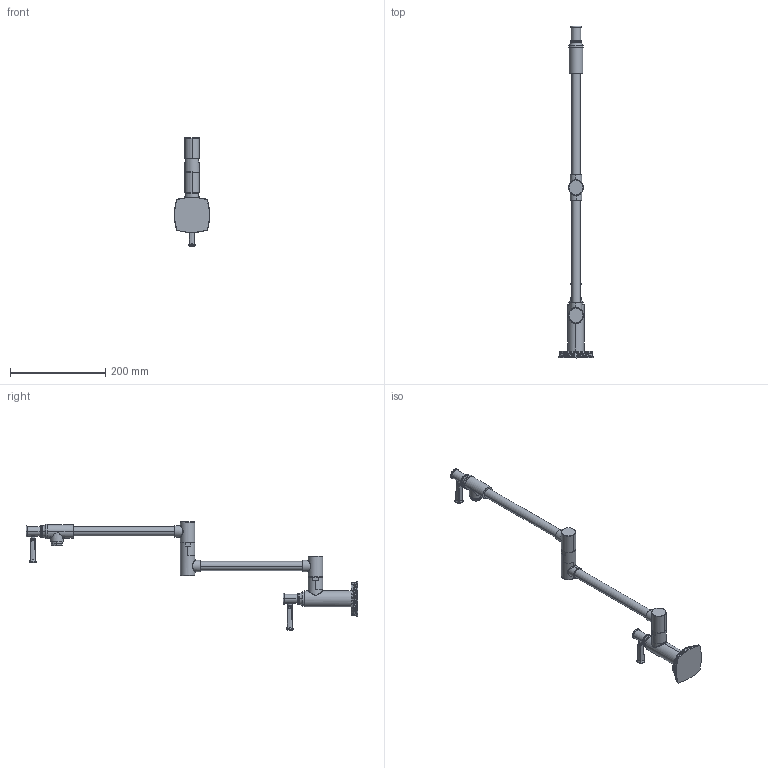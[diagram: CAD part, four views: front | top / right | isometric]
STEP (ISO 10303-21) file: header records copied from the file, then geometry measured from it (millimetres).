
FILE_DESCRIPTION((''),'2;1');
FILE_NAME('3160-5503','2020-12-01T13:21:40',('jinson.thomas'),(''),'CREO PARAMETRIC BY PTC INC, 2018400','CREO PARAMETRIC BY PTC INC, 2018400','');
FILE_SCHEMA(('CONFIG_CONTROL_DESIGN'));
Length unit declared in the file: inch
Products named in the file (1): 3160-5503
Bounding box: 73.66 x 697.08 x 227.24 mm (x, y, z)
Volume: 513186.8 mm3; surface area: 90393.9 mm2
Topology: 1 solids, 1 shells, 415 faces, 881 edges, 488 vertices
Faces by surface type: bspline 138, torus 124, cylinder 76, plane 35, sphere 32, cone 10
Entity records: 18482 total; most frequent: CARTESIAN_POINT 10292, ORIENTED_EDGE 1762, DIRECTION 1674, EDGE_CURVE 881, AXIS2_PLACEMENT_3D 786, CIRCLE 509, VERTEX_POINT 488, EDGE_LOOP 435
